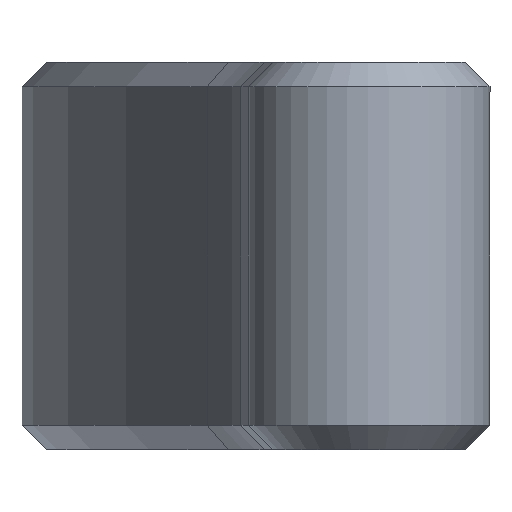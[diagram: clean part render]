
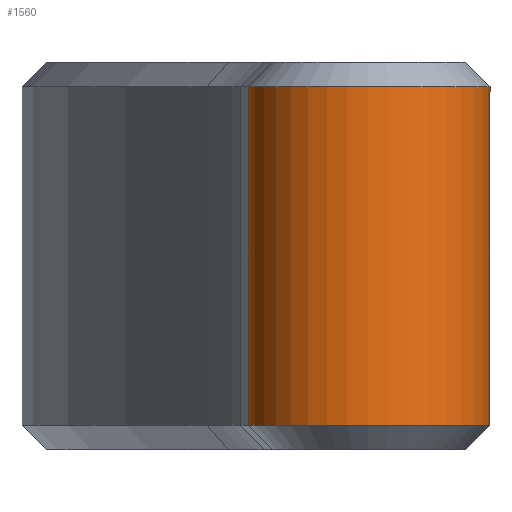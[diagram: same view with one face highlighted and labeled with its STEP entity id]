
A CAD part, left-side view. The second image highlights one B-rep face of the part: STEP entity #1560.
In plain terms, the highlighted cylindrical face has radius 5 mm (diameter 10 mm), a partial arc.
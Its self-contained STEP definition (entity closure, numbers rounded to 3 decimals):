
#100=CYLINDRICAL_SURFACE('',#1753,5.);
#174=FACE_OUTER_BOUND('',#278,.T.);
#278=EDGE_LOOP('',(#1309,#1310,#1311,#1312));
#389=LINE('',#2813,#493);
#390=LINE('',#2817,#494);
#493=VECTOR('',#2168,10.);
#494=VECTOR('',#2173,10.);
#589=CIRCLE('',#1728,5.);
#601=CIRCLE('',#1754,5.);
#726=VERTEX_POINT('',#2755);
#727=VERTEX_POINT('',#2756);
#738=VERTEX_POINT('',#2812);
#739=VERTEX_POINT('',#2816);
#913=EDGE_CURVE('',#726,#727,#589,.T.);
#940=EDGE_CURVE('',#727,#738,#389,.T.);
#942=EDGE_CURVE('',#726,#739,#390,.T.);
#943=EDGE_CURVE('',#738,#739,#601,.T.);
#1309=ORIENTED_EDGE('',*,*,#913,.F.);
#1310=ORIENTED_EDGE('',*,*,#942,.T.);
#1311=ORIENTED_EDGE('',*,*,#943,.F.);
#1312=ORIENTED_EDGE('',*,*,#940,.F.);
#1560=ADVANCED_FACE('',(#174),#100,.T.);
#1728=AXIS2_PLACEMENT_3D('',#2757,#2106,#2107);
#1753=AXIS2_PLACEMENT_3D('',#2815,#2171,#2172);
#1754=AXIS2_PLACEMENT_3D('',#2818,#2174,#2175);
#2106=DIRECTION('center_axis',(0.,0.,
-1.));
#2107=DIRECTION('ref_axis',(-0.19,0.982,0.));
#2168=DIRECTION('',(0.,0.,1.));
#2171=DIRECTION('center_axis',(0.,0.,
1.));
#2172=DIRECTION('ref_axis',(-0.996,0.092,0.));
#2173=DIRECTION('',(0.,0.,1.));
#2174=DIRECTION('center_axis',(0.,0.,
1.));
#2175=DIRECTION('ref_axis',(-0.19,0.982,0.));
#2755=CARTESIAN_POINT('',(-42.121,6.875,24.981));
#2756=CARTESIAN_POINT('',(-41.205,16.793,24.981));
#2757=CARTESIAN_POINT('Origin',(-42.103,11.875,24.981));
#2812=CARTESIAN_POINT('',(-41.205,16.793,38.981));
#2813=CARTESIAN_POINT('',(-41.205,16.793,23.981));
#2815=CARTESIAN_POINT('Origin',(-42.103,11.875,23.981));
#2816=CARTESIAN_POINT('',(-42.121,6.875,38.981));
#2817=CARTESIAN_POINT('',(-42.121,6.875,23.981));
#2818=CARTESIAN_POINT('Origin',(-42.103,11.875,38.981));
